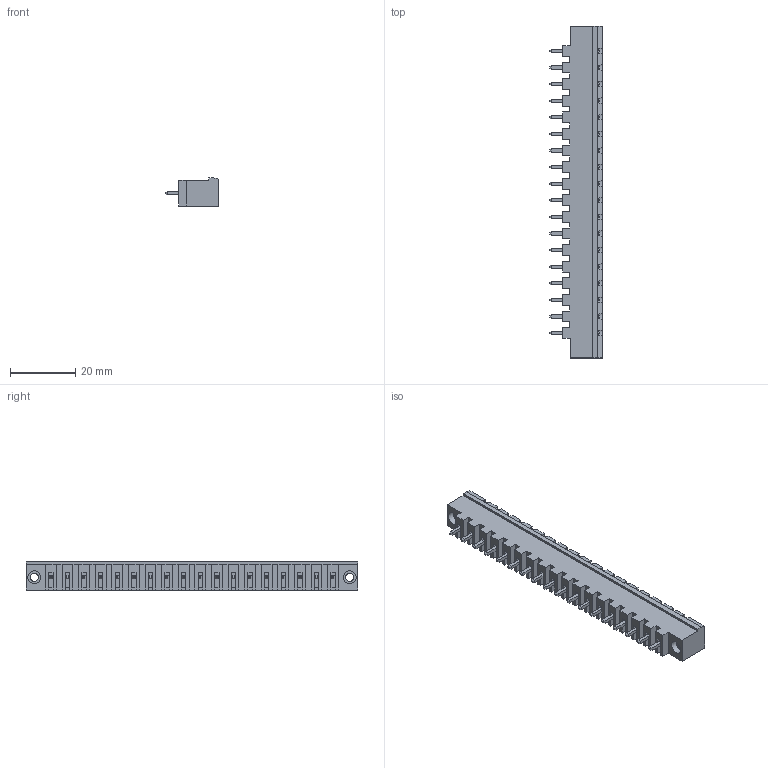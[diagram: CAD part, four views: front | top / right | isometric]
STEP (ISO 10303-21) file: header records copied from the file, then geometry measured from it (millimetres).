
FILE_DESCRIPTION( ( 'STEP AP214' ), '1' );
FILE_NAME( 'PV18-5,08-V-K.stp', ' ', ( ' ' ), ( ' ' ), 'PSStep 14.0', 'VISI 19.0', ' ' );
FILE_SCHEMA( ( 'AUTOMOTIVE_DESIGN { 1 0 10303 214 1 1 1 1 }' ) );
Length unit declared in the file: millimetre
Products named in the file (1): 1
Bounding box: 16.2 x 101.6 x 8.6 mm (x, y, z)
Volume: 4700.2 mm3; surface area: 8005.3 mm2
Topology: 1 solids, 1 shells, 715 faces, 1803 edges, 1148 vertices
Faces by surface type: plane 657, cone 36, cylinder 22
Full cylindrical faces by diameter (mm): 2.5 x2, 4 x2
Entity records: 26368 total; most frequent: CARTESIAN_POINT 3717, ORIENTED_EDGE 3526, DIRECTION 3257, EDGE_CURVE 1763, LINE 1629, VECTOR 1629, VERTEX_POINT 1130, AXIS2_PLACEMENT_3D 814
